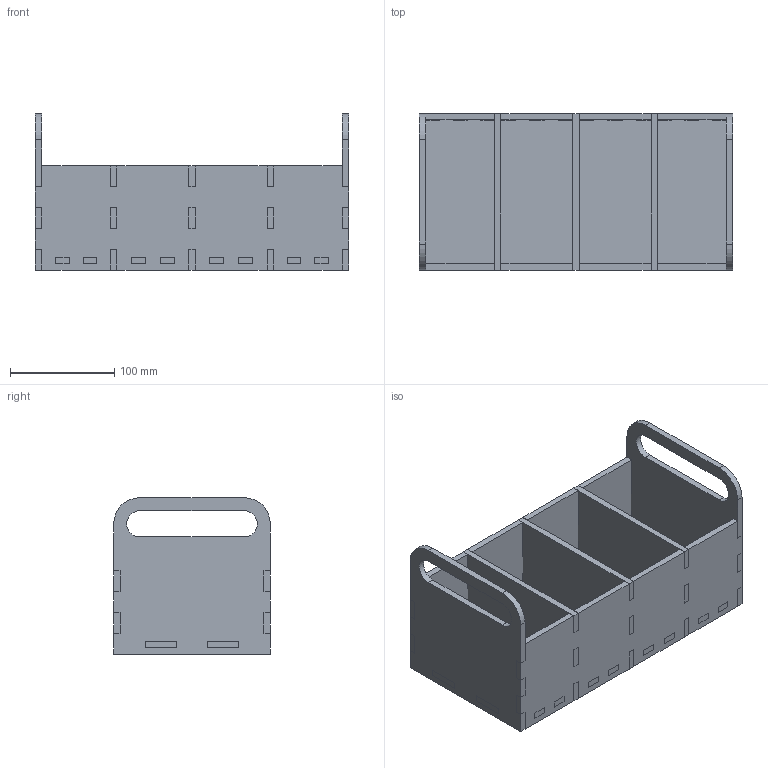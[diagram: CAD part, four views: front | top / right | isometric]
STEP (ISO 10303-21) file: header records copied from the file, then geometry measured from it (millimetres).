
FILE_DESCRIPTION(/* description */ ('STEP AP242','CAx-IF Rec.Pracs.---Representation and Presentation of Product Manufacturing Information (PMI)---4.0---2014-10-13','CAx-IF Rec.Pracs.---3D Tessellated Geometry---0.4---2014-09-14','2;1'),/* implementation_level */ '2;1');
FILE_NAME(/* name */ '641a94491935ac4814f1638f',/* time_stamp */ '2023-03-22T05:38:18+00:00',/* author */ (''),/* organization */ (''),/* preprocessor_version */ 'ST-DEVELOPER v18.102',/* originating_system */ ' ',/* authorisation */ ' ');
FILE_SCHEMA (('AP242_MANAGED_MODEL_BASED_3D_ENGINEERING_MIM_LF { 1 0 10303 442 1 1 4 }'));
Length unit declared in the file: metre
Products named in the file (8): Part 8; Part 7; Part 6; Part 5; Part 4; Part 3; Part 2; Part 1
Bounding box: 300 x 150 x 150 mm (x, y, z)
Volume: 1048450.5 mm3; surface area: 402488.5 mm2
Topology: 8 solids, 8 shells, 464 faces, 1344 edges, 896 vertices
Faces by surface type: plane 456, cylinder 8
Entity records: 15314 total; most frequent: CARTESIAN_POINT 2712, ORIENTED_EDGE 2688, DIRECTION 2304, EDGE_CURVE 1344, LINE 1328, VECTOR 1328, VERTEX_POINT 896, EDGE_LOOP 538
